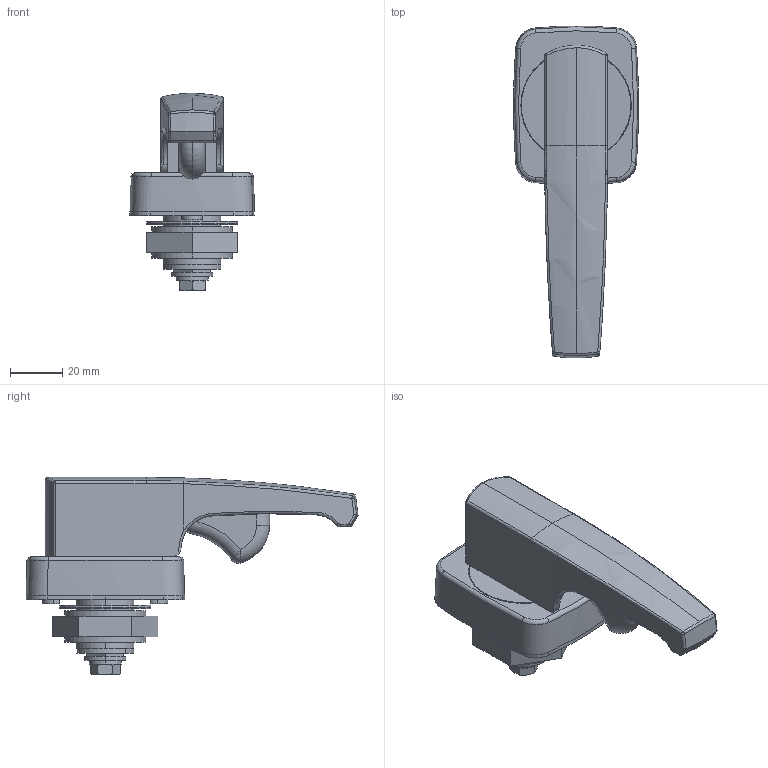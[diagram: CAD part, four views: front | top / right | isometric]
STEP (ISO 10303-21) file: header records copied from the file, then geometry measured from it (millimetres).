
FILE_DESCRIPTION (( 'STEP AP203' ), '1' );
FILE_NAME ('A-130-3-2.STEP', '2020-01-31T08:12:19', ( '' ), ( '' ), 'SwSTEP 2.0', 'SolidWorks 2018', '' );
FILE_SCHEMA (( 'CONFIG_CONTROL_DESIGN' ));
Length unit declared in the file: millimetre
Products named in the file (11): A-130-3-2_ナット_; A-130-3-2; A-130-3-2_スペーサー_; A-130-3-2_平座金_; A-130-3-2_六角ボルト_内径基準ver1.03__M6x12十字穴付六角ボルト(SUS)SWシングルセムス(P2); A-130-3-2_歯付座金_; A-130-3-2_ベース_; A-130-3-2_十字穴付小ねじ_内径基準ver1.02__M3x5十字穴付なべ小ねじ(SUS)平シングルセムス(P1); A-130-3-2_トリガー_; A-130-3-2_ハンドル_; A-130-3-2_パッキン_
Assembly tree (10 placements, depth 2):
  A-130-3-2
    A-130-3-2_ベース_
    A-130-3-2_ハンドル_
    A-130-3-2_トリガー_
    A-130-3-2_ナット_
    A-130-3-2_パッキン_
    A-130-3-2_歯付座金_
    A-130-3-2_十字穴付小ねじ_内径基準ver1.02__M3x5十字穴付なべ小ねじ(SUS)平シングルセムス(P1)
    A-130-3-2_六角ボルト_内径基準ver1.03__M6x12十字穴付六角ボルト(SUS)SWシングルセムス(P2)
    A-130-3-2_平座金_
    A-130-3-2_スペーサー_
Bounding box: 47.91 x 127.33 x 75.7 mm (x, y, z)
Volume: 91756.4 mm3; surface area: 47377.5 mm2
Topology: 10 solids, 10 shells, 591 faces, 1511 edges, 948 vertices
Faces by surface type: plane 230, cylinder 161, bspline 87, cone 70, torus 31, sphere 12
Entity records: 23056 total; most frequent: CARTESIAN_POINT 8252, ORIENTED_EDGE 2998, DIRECTION 2700, EDGE_CURVE 1499, AXIS2_PLACEMENT_3D 1044, VERTEX_POINT 948, EDGE_LOOP 623, VECTOR 612
